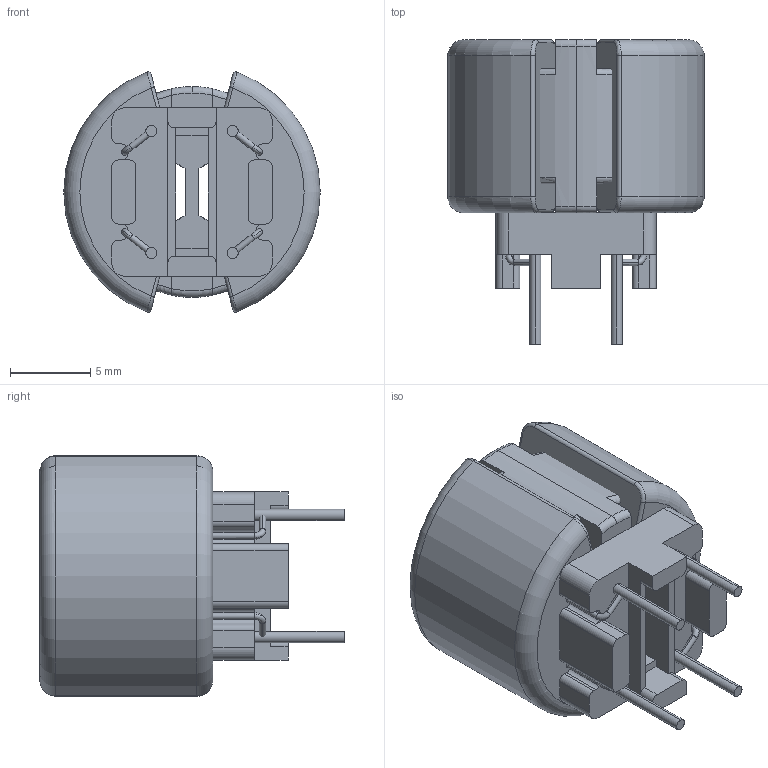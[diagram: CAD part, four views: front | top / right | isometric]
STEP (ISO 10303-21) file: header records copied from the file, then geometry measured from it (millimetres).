
FILE_DESCRIPTION (( 'STEP AP214' ), '1' );
FILE_NAME ('SCF-02-350JH.STEP', '2019-02-04T05:07:35', ( '' ), ( '' ), 'SwSTEP 2.0', 'SolidWorks 2018', '' );
FILE_SCHEMA (( 'AUTOMOTIVE_DESIGN' ));
Length unit declared in the file: millimetre
Products named in the file (1): SCF-02-350JH
Bounding box: 16 x 19 x 15 mm (x, y, z)
Volume: 2709.7 mm3; surface area: 2324.2 mm2
Topology: 3 solids, 3 shells, 216 faces, 568 edges, 362 vertices
Faces by surface type: cylinder 90, plane 80, torus 30, bspline 16
Entity records: 9704 total; most frequent: CARTESIAN_POINT 1891, DIRECTION 1154, ORIENTED_EDGE 1136, EDGE_CURVE 568, AXIS2_PLACEMENT_3D 441, VERTEX_POINT 362, LINE 272, VECTOR 272
